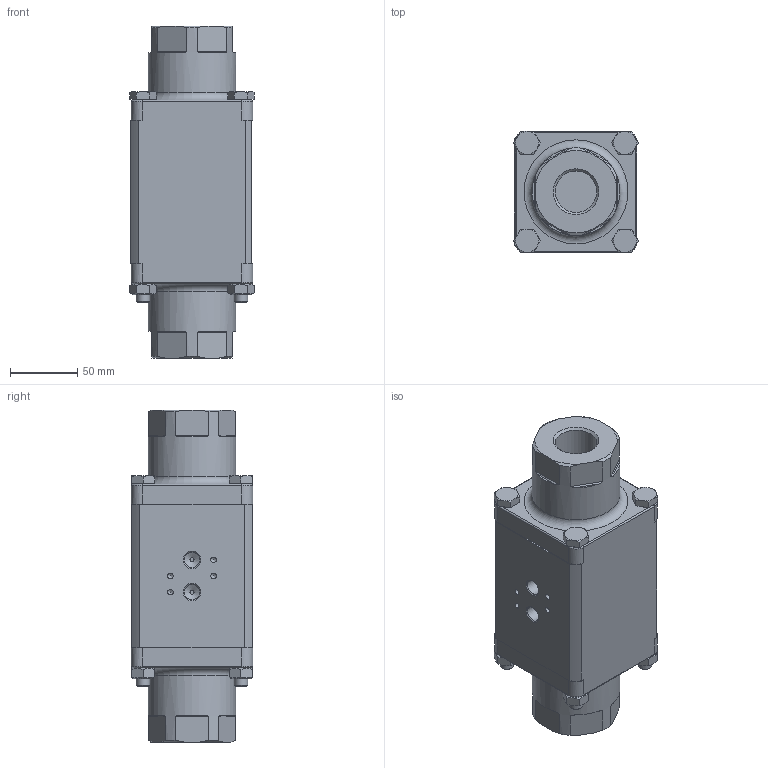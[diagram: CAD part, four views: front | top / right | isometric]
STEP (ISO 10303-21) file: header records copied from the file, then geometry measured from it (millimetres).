
FILE_DESCRIPTION(/* description */ (''),/* implementation_level */ '2;1');
FILE_NAME(/* name */ 'Typ 282 DN25 G1.stp',/* time_stamp */ '2022-02-07T14:34:37+01:00',/* author */ ('dzuern'),/* organization */ (''),/* preprocessor_version */ 'ST-DEVELOPER v18.1',/* originating_system */ 'Autodesk Inventor 2021',/* authorisation */ '');
FILE_SCHEMA (('AUTOMOTIVE_DESIGN { 1 0 10303 214 3 1 1 }'));
Length unit declared in the file: millimetre
Products named in the file (1): BG-92820008_Shrinkwrap_1
Bounding box: 92.13 x 90 x 246 mm (x, y, z)
Volume: 1427009.4 mm3; surface area: 95790.8 mm2
Topology: 1 solids, 1 shells, 270 faces, 652 edges, 404 vertices
Faces by surface type: plane 152, cone 62, cylinder 44, torus 12
Full cylindrical faces by diameter (mm): 2.5 x2, 4.134 x4, 4.459 x2, 10 x4, 11.445 x2, 15.6 x4, 30.75 x2, 65 x2
Entity records: 8087 total; most frequent: CARTESIAN_POINT 1629, DIRECTION 1338, ORIENTED_EDGE 1292, EDGE_CURVE 646, AXIS2_PLACEMENT_3D 545, VERTEX_POINT 404, EDGE_LOOP 296, FACE_OUTER_BOUND 270
